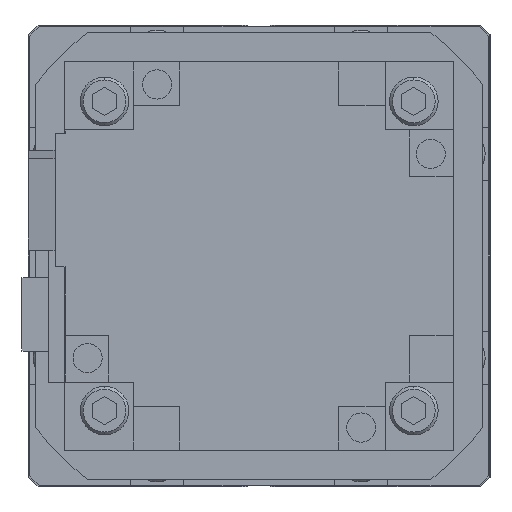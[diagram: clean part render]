
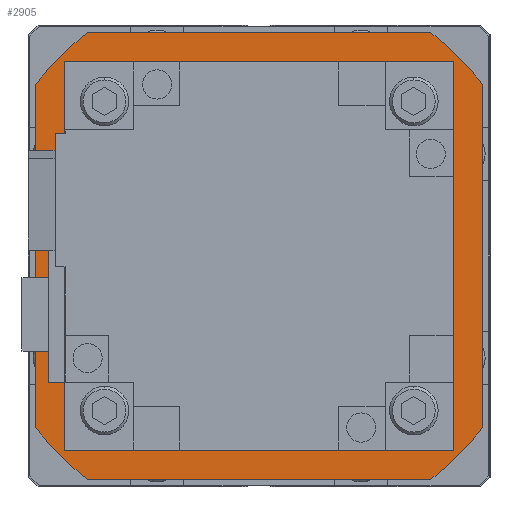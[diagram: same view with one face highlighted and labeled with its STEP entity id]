
A CAD part, left-side view. The second image highlights one B-rep face of the part: STEP entity #2905.
In plain terms, the highlighted face is planar.
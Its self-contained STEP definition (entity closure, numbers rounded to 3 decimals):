
#2 = VECTOR ( 'NONE', #32352, 1000. ) ;
#285 = CIRCLE ( 'NONE', #7788, 58. ) ;
#560 = DIRECTION ( 'NONE',  ( 0., 0., -1. ) ) ;
#643 = CARTESIAN_POINT ( 'NONE',  ( 116.5, 35.327, 46. ) ) ;
#1181 = DIRECTION ( 'NONE',  ( 0., 0., -1. ) ) ;
#1539 = EDGE_CURVE ( 'NONE', #23576, #9632, #26686, .T. ) ;
#2084 = CARTESIAN_POINT ( 'NONE',  ( 116.5, 35.327, 46. ) ) ;
#2237 = CARTESIAN_POINT ( 'NONE',  ( 116.5, 0., 0. ) ) ;
#2317 = ORIENTED_EDGE ( 'NONE', *, *, #15438, .T. ) ;
#2463 = LINE ( 'NONE', #5646, #5535 ) ;
#2905 = ADVANCED_FACE ( 'NONE', ( #32294 ), #9425, .T. ) ;
#4991 = DIRECTION ( 'NONE',  ( 0., 1., 0. ) ) ;
#5111 = CARTESIAN_POINT ( 'NONE',  ( 116.5, -35.327, 46. ) ) ;
#5160 = CARTESIAN_POINT ( 'NONE',  ( 116.5, -46., 35.327 ) ) ;
#5535 = VECTOR ( 'NONE', #4991, 1000. ) ;
#5575 = DIRECTION ( 'NONE',  ( 1., 0., 0. ) ) ;
#5599 = DIRECTION ( 'NONE',  ( 1., 0., 0. ) ) ;
#5646 = CARTESIAN_POINT ( 'NONE',  ( 116.5, -35.327, -46. ) ) ;
#5872 = EDGE_CURVE ( 'NONE', #9632, #28273, #27279, .T. ) ;
#6502 = CIRCLE ( 'NONE', #26198, 58. ) ;
#6921 = DIRECTION ( 'NONE',  ( 1., 0., 0. ) ) ;
#7090 = CARTESIAN_POINT ( 'NONE',  ( 116.5, 46., -35.327 ) ) ;
#7788 = AXIS2_PLACEMENT_3D ( 'NONE', #2237, #5599, #25296 ) ;
#8098 = DIRECTION ( 'NONE',  ( 1., 0., 0. ) ) ;
#8469 = AXIS2_PLACEMENT_3D ( 'NONE', #11297, #6921, #29944 ) ;
#8552 = CARTESIAN_POINT ( 'NONE',  ( 116.5, 0., 0. ) ) ;
#8862 = DIRECTION ( 'NONE',  ( 1., 0., 0. ) ) ;
#8908 = ORIENTED_EDGE ( 'NONE', *, *, #20287, .T. ) ;
#9425 = PLANE ( 'NONE',  #8469 ) ;
#9632 = VERTEX_POINT ( 'NONE', #23401 ) ;
#9721 = ORIENTED_EDGE ( 'NONE', *, *, #1539, .T. ) ;
#9992 = EDGE_CURVE ( 'NONE', #16301, #16796, #10844, .T. ) ;
#10844 = LINE ( 'NONE', #643, #32321 ) ;
#11297 = CARTESIAN_POINT ( 'NONE',  ( 116.5, 0., 0. ) ) ;
#11476 = ORIENTED_EDGE ( 'NONE', *, *, #14472, .T. ) ;
#11481 = DIRECTION ( 'NONE',  ( 0., 0., 1. ) ) ;
#11899 = VERTEX_POINT ( 'NONE', #18454 ) ;
#12302 = AXIS2_PLACEMENT_3D ( 'NONE', #23450, #8098, #560 ) ;
#12319 = CIRCLE ( 'NONE', #22962, 58. ) ;
#12634 = ORIENTED_EDGE ( 'NONE', *, *, #30721, .T. ) ;
#13316 = CARTESIAN_POINT ( 'NONE',  ( 116.5, -35.327, -46. ) ) ;
#14167 = LINE ( 'NONE', #16659, #2 ) ;
#14472 = EDGE_CURVE ( 'NONE', #22856, #23576, #2463, .T. ) ;
#15438 = EDGE_CURVE ( 'NONE', #28273, #16301, #6502, .T. ) ;
#16090 = VERTEX_POINT ( 'NONE', #5160 ) ;
#16301 = VERTEX_POINT ( 'NONE', #2084 ) ;
#16363 = CARTESIAN_POINT ( 'NONE',  ( 116.5, 0., 0. ) ) ;
#16659 = CARTESIAN_POINT ( 'NONE',  ( 116.5, -46., 35.327 ) ) ;
#16796 = VERTEX_POINT ( 'NONE', #5111 ) ;
#18454 = CARTESIAN_POINT ( 'NONE',  ( 116.5, -46., -35.327 ) ) ;
#19032 = DIRECTION ( 'NONE',  ( 0., 0., -1. ) ) ;
#20287 = EDGE_CURVE ( 'NONE', #11899, #22856, #285, .T. ) ;
#21028 = DIRECTION ( 'NONE',  ( 0., -1., 0. ) ) ;
#21325 = CARTESIAN_POINT ( 'NONE',  ( 116.5, 46., 35.327 ) ) ;
#22856 = VERTEX_POINT ( 'NONE', #13316 ) ;
#22962 = AXIS2_PLACEMENT_3D ( 'NONE', #16363, #8862, #19032 ) ;
#23401 = CARTESIAN_POINT ( 'NONE',  ( 116.5, 46., -35.327 ) ) ;
#23450 = CARTESIAN_POINT ( 'NONE',  ( 116.5, 0., 0. ) ) ;
#23576 = VERTEX_POINT ( 'NONE', #24022 ) ;
#24022 = CARTESIAN_POINT ( 'NONE',  ( 116.5, 35.327, -46. ) ) ;
#25296 = DIRECTION ( 'NONE',  ( 0., 0., -1. ) ) ;
#25351 = EDGE_LOOP ( 'NONE', ( #2317, #27747, #27611, #12634, #8908, #11476, #9721, #29819 ) ) ;
#26198 = AXIS2_PLACEMENT_3D ( 'NONE', #8552, #5575, #1181 ) ;
#26686 = CIRCLE ( 'NONE', #12302, 58. ) ;
#27279 = LINE ( 'NONE', #7090, #32710 ) ;
#27611 = ORIENTED_EDGE ( 'NONE', *, *, #31489, .T. ) ;
#27747 = ORIENTED_EDGE ( 'NONE', *, *, #9992, .T. ) ;
#28273 = VERTEX_POINT ( 'NONE', #21325 ) ;
#29819 = ORIENTED_EDGE ( 'NONE', *, *, #5872, .T. ) ;
#29944 = DIRECTION ( 'NONE',  ( 0., 1., 0. ) ) ;
#30721 = EDGE_CURVE ( 'NONE', #16090, #11899, #14167, .T. ) ;
#31489 = EDGE_CURVE ( 'NONE', #16796, #16090, #12319, .T. ) ;
#32294 = FACE_OUTER_BOUND ( 'NONE', #25351, .T. ) ;
#32321 = VECTOR ( 'NONE', #21028, 1000. ) ;
#32352 = DIRECTION ( 'NONE',  ( 0., 0., -1. ) ) ;
#32710 = VECTOR ( 'NONE', #11481, 1000. ) ;
